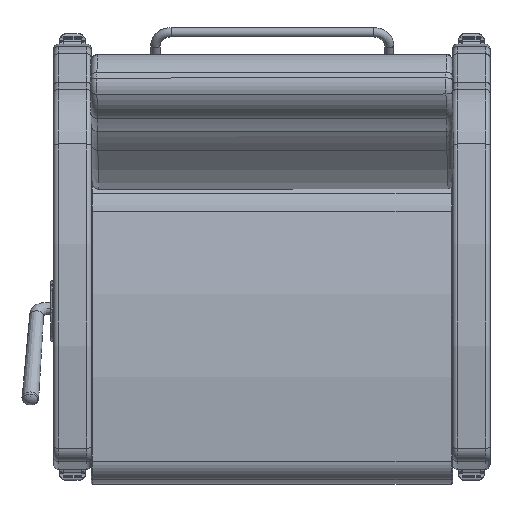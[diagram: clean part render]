
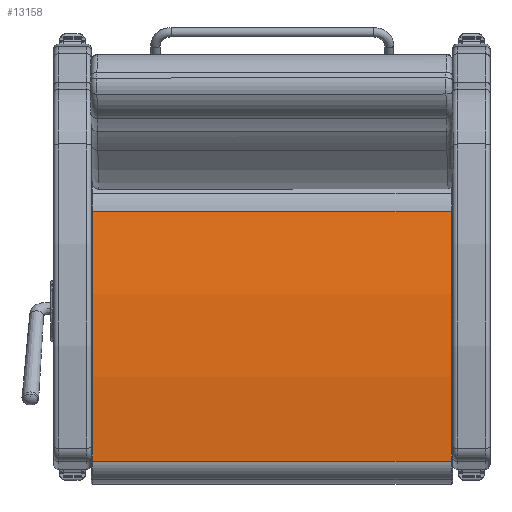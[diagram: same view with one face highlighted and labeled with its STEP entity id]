
A CAD part, front view. The second image highlights one B-rep face of the part: STEP entity #13158.
In plain terms, the highlighted free-form (B-spline) face has degree [3, 1] with [18, 2] control points.
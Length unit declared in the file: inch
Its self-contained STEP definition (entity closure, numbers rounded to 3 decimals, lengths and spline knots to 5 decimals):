
#585=ELLIPSE('',#15040,60.30357,60.25);
#587=ELLIPSE('',#15062,60.30357,60.25);
#617=B_SPLINE_SURFACE_WITH_KNOTS('',3,1,((#25586,#25587),(#25588,#25589),
(#25590,#25591),(#25592,#25593),(#25594,#25595),(#25596,#25597),(#25598,
#25599),(#25600,#25601),(#25602,#25603),(#25604,#25605),(#25606,#25607),
(#25608,#25609),(#25610,#25611),(#25612,#25613),(#25614,#25615),(#25616,
#25617),(#25618,#25619),(#25620,#25621)),.UNSPECIFIED.,.F.,.F.,.F.,(4,1,
1,1,1,1,1,1,1,1,1,1,1,1,1,4),(2,2),(-1.69612,-1.66826,
-1.6404,-1.62647,-1.59861,-1.58468,
-1.55682,-1.54289,-1.51503,-1.5011,-1.47324,
-1.45931,-1.43145,-1.41752,-1.38966,
-1.3618),(0.,110.49),.UNSPECIFIED.);
#1881=FACE_OUTER_BOUND('',#2810,.T.);
#2810=EDGE_LOOP('',(#11531,#11532,#11533,#11534));
#3624=LINE('',#25584,#4438);
#3625=LINE('',#25623,#4439);
#4438=VECTOR('',#18982,0.3937);
#4439=VECTOR('',#18985,0.3937);
#6395=VERTEX_POINT('',#25215);
#6396=VERTEX_POINT('',#25216);
#6415=VERTEX_POINT('',#25583);
#6416=VERTEX_POINT('',#25622);
#8109=EDGE_CURVE('',#6395,#6396,#585,.T.);
#8138=EDGE_CURVE('',#6415,#6396,#3624,.T.);
#8140=EDGE_CURVE('',#6416,#6395,#3625,.T.);
#8141=EDGE_CURVE('',#6415,#6416,#587,.T.);
#11531=ORIENTED_EDGE('',*,*,#8109,.F.);
#11532=ORIENTED_EDGE('',*,*,#8140,.F.);
#11533=ORIENTED_EDGE('',*,*,#8141,.F.);
#11534=ORIENTED_EDGE('',*,*,#8138,.T.);
#13158=ADVANCED_FACE('',(#1881),#617,.T.);
#15040=AXIS2_PLACEMENT_3D('',#25217,#18931,#18932);
#15062=AXIS2_PLACEMENT_3D('',#25624,#18986,#18987);
#18931=DIRECTION('center_axis',(0.,0.,
-1.));
#18932=DIRECTION('ref_axis',(1.,0.,0.));
#18982=DIRECTION('',(0.,0.,-1.));
#18985=DIRECTION('',(0.,0.,-1.));
#18986=DIRECTION('center_axis',(0.,0.,1.));
#18987=DIRECTION('ref_axis',(1.,0.,0.));
#25215=CARTESIAN_POINT('',(3.60935,-1.68389,0.124));
#25216=CARTESIAN_POINT('',(23.65848,-2.52291,0.124));
#25217=CARTESIAN_POINT('Origin',(11.14546,-61.46156,0.124));
#25583=CARTESIAN_POINT('',(23.65848,-2.52291,28.876));
#25584=CARTESIAN_POINT('',(23.65848,-2.52291,29.));
#25586=CARTESIAN_POINT('Ctrl Pts',(3.60935,-1.68389,29.));
#25587=CARTESIAN_POINT('Ctrl Pts',(3.60935,-1.68389,-14.5));
#25588=CARTESIAN_POINT('Ctrl Pts',(4.16497,-1.61396,29.));
#25589=CARTESIAN_POINT('Ctrl Pts',(4.16497,-1.61396,-14.5));
#25590=CARTESIAN_POINT('Ctrl Pts',(5.27817,-1.48959,29.));
#25591=CARTESIAN_POINT('Ctrl Pts',(5.27817,-1.48959,-14.5));
#25592=CARTESIAN_POINT('Ctrl Pts',(6.67346,-1.3729,29.));
#25593=CARTESIAN_POINT('Ctrl Pts',(6.67346,-1.3729,-14.5));
#25594=CARTESIAN_POINT('Ctrl Pts',(8.07078,-1.28537,29.));
#25595=CARTESIAN_POINT('Ctrl Pts',(8.07078,-1.28537,-14.5));
#25596=CARTESIAN_POINT('Ctrl Pts',(9.18994,-1.2387,29.));
#25597=CARTESIAN_POINT('Ctrl Pts',(9.18994,-1.2387,-14.5));
#25598=CARTESIAN_POINT('Ctrl Pts',(10.5897,-1.20957,29.));
#25599=CARTESIAN_POINT('Ctrl Pts',(10.5897,-1.20957,-14.5));
#25600=CARTESIAN_POINT('Ctrl Pts',(11.70984,-1.20965,29.));
#25601=CARTESIAN_POINT('Ctrl Pts',(11.70984,-1.20965,-14.5));
#25602=CARTESIAN_POINT('Ctrl Pts',(13.1096,-1.23898,29.));
#25603=CARTESIAN_POINT('Ctrl Pts',(13.1096,-1.23898,-14.5));
#25604=CARTESIAN_POINT('Ctrl Pts',(14.22875,-1.28581,29.));
#25605=CARTESIAN_POINT('Ctrl Pts',(14.22875,-1.28581,-14.5));
#25606=CARTESIAN_POINT('Ctrl Pts',(15.62606,-1.37354,29.));
#25607=CARTESIAN_POINT('Ctrl Pts',(15.62606,-1.37354,-14.5));
#25608=CARTESIAN_POINT('Ctrl Pts',(16.74228,-1.46705,29.));
#25609=CARTESIAN_POINT('Ctrl Pts',(16.74228,-1.46705,-14.5));
#25610=CARTESIAN_POINT('Ctrl Pts',(18.1347,-1.61302,29.));
#25611=CARTESIAN_POINT('Ctrl Pts',(18.1347,-1.61302,-14.5));
#25612=CARTESIAN_POINT('Ctrl Pts',(19.24603,-1.75304,29.));
#25613=CARTESIAN_POINT('Ctrl Pts',(19.24603,-1.75304,-14.5));
#25614=CARTESIAN_POINT('Ctrl Pts',(20.63114,-1.95701,29.));
#25615=CARTESIAN_POINT('Ctrl Pts',(20.63114,-1.95701,-14.5));
#25616=CARTESIAN_POINT('Ctrl Pts',(22.01177,-2.18986,29.));
#25617=CARTESIAN_POINT('Ctrl Pts',(22.01177,-2.18986,-14.5));
#25618=CARTESIAN_POINT('Ctrl Pts',(23.11066,-2.40681,29.));
#25619=CARTESIAN_POINT('Ctrl Pts',(23.11066,-2.40681,-14.5));
#25620=CARTESIAN_POINT('Ctrl Pts',(23.65848,-2.52291,29.));
#25621=CARTESIAN_POINT('Ctrl Pts',(23.65848,-2.52291,-14.5));
#25622=CARTESIAN_POINT('',(3.60935,-1.68389,28.876));
#25623=CARTESIAN_POINT('',(3.60935,-1.68389,29.));
#25624=CARTESIAN_POINT('Origin',(11.14546,-61.46156,28.876));
